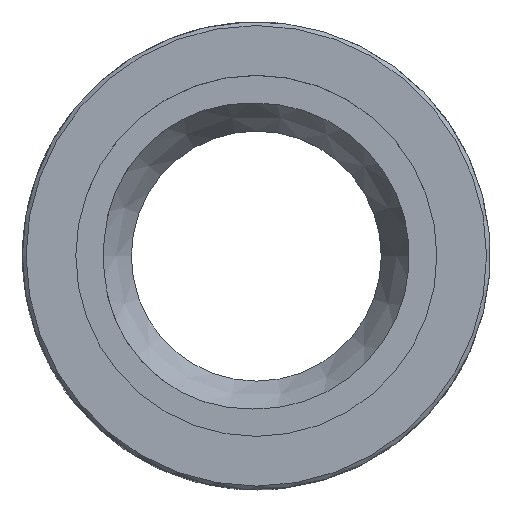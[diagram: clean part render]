
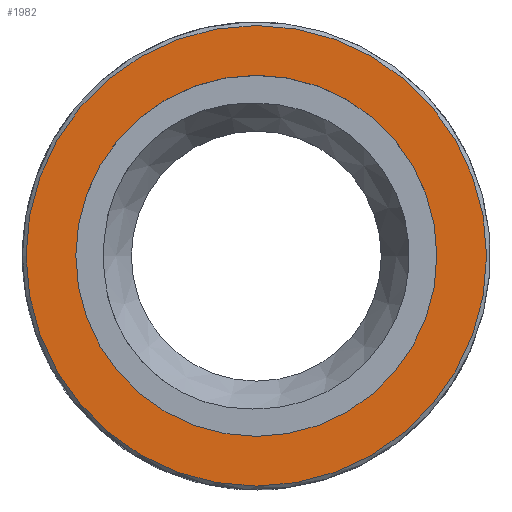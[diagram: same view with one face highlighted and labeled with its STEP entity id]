
A CAD part, top view. The second image highlights one B-rep face of the part: STEP entity #1982.
In plain terms, the highlighted planar face has unit normal (0, 0, 1).
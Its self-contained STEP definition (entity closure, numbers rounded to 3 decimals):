
#383=ORIENTED_EDGE('',*,*,#733,.T.);
#384=ORIENTED_EDGE('',*,*,#776,.F.);
#733=EDGE_CURVE('',#932,#932,#1056,.T.);
#776=EDGE_CURVE('',#968,#968,#1093,.T.);
#932=VERTEX_POINT('',#2929);
#968=VERTEX_POINT('',#3028);
#1056=CIRCLE('',#2117,24.188);
#1093=CIRCLE('',#2156,30.85);
#1138=EDGE_LOOP('',(#383));
#1139=EDGE_LOOP('',(#384));
#1236=FACE_BOUND('',#1138,.T.);
#1237=FACE_BOUND('',#1139,.T.);
#1315=PLANE('',#2155);
#1982=ADVANCED_FACE('',(#1236,#1237),#1315,.F.);
#2117=AXIS2_PLACEMENT_3D('',#2928,#2386,#2387);
#2155=AXIS2_PLACEMENT_3D('',#3026,#2462,#2463);
#2156=AXIS2_PLACEMENT_3D('',#3027,#2464,#2465);
#2386=DIRECTION('',(0.,0.,-1.));
#2387=DIRECTION('',(1.,0.,0.));
#2462=DIRECTION('',(0.,0.,-1.));
#2463=DIRECTION('',(-1.,0.,0.));
#2464=DIRECTION('',(0.,0.,-1.));
#2465=DIRECTION('',(-1.,0.,0.));
#2928=CARTESIAN_POINT('',(0.,0.,28.2));
#2929=CARTESIAN_POINT('',(24.188,0.,28.2));
#3026=CARTESIAN_POINT('',(31.35,0.,28.2));
#3027=CARTESIAN_POINT('',(0.,0.,28.2));
#3028=CARTESIAN_POINT('',(-30.85,0.,28.2));
